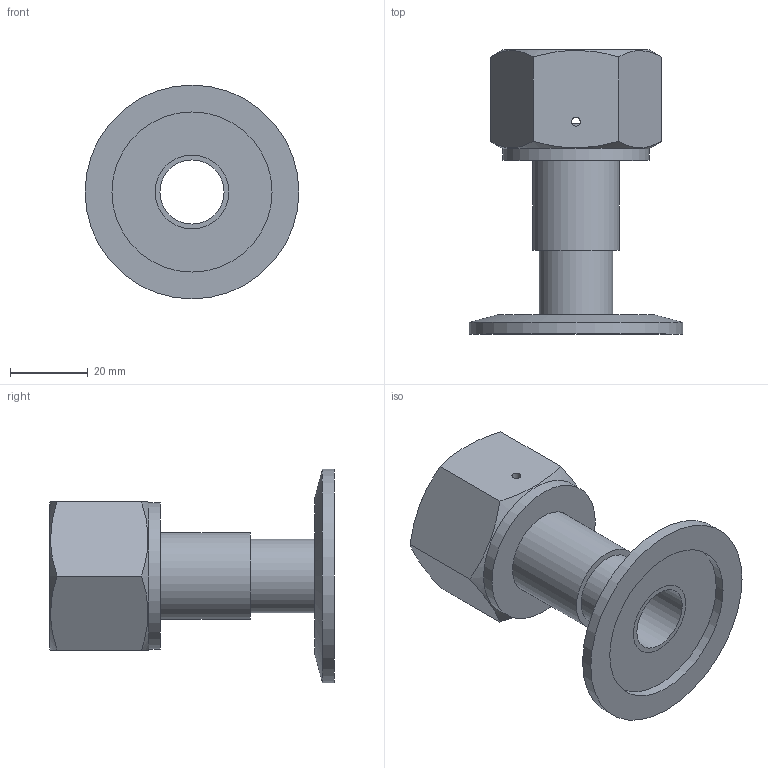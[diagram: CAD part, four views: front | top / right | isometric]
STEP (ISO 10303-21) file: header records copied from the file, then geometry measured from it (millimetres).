
FILE_DESCRIPTION(/* description */ (''),/* implementation_level */ '2;1');
FILE_NAME(/* name */ 'FL-VCRF75-40KF.stp',/* time_stamp */ '2019-03-11T10:34:41+00:00',/* author */ ('paul'),/* organization */ (''),/* preprocessor_version */ 'ST-DEVELOPER v17.2',/* originating_system */ 'Autodesk Inventor 2019',/* authorisation */ '');
FILE_SCHEMA (('AUTOMOTIVE_DESIGN { 1 0 10303 214 3 1 1 }'));
Length unit declared in the file: millimetre
Products named in the file (6): FL-VCR25-16CF; FL-40KF; RM-6LV-12-VCR-3-12TB7; RM-SS-12-VCR-1; RM-SS-12-VCR-1-PART1; PRODUCT_NAME_2
Assembly tree (5 placements, depth 3):
  FL-VCR25-16CF
    FL-40KF
    RM-6LV-12-VCR-3-12TB7
    RM-SS-12-VCR-1
      RM-SS-12-VCR-1-PART1
      PRODUCT_NAME_2
Bounding box: 55 x 73.11 x 55 mm (x, y, z)
Volume: 31700.1 mm3; surface area: 22901.2 mm2
Topology: 4 solids, 4 shells, 41 faces, 85 edges, 56 vertices
Faces by surface type: plane 18, cylinder 16, cone 7
Full cylindrical faces by diameter (mm): 2.286 x2, 16.51 x1, 18.999 x2, 22.352 x1, 22.606 x1, 27.432 x1, 29.21 x1, 30.223 x2, 30.226 x1, 31.75 x1, 37.592 x1, 41.2 x1, 55 x1
Entity records: 1441 total; most frequent: CARTESIAN_POINT 287, DIRECTION 213, ORIENTED_EDGE 170, AXIS2_PLACEMENT_3D 92, EDGE_CURVE 85, EDGE_LOOP 57, VERTEX_POINT 56, FACE_OUTER_BOUND 41
